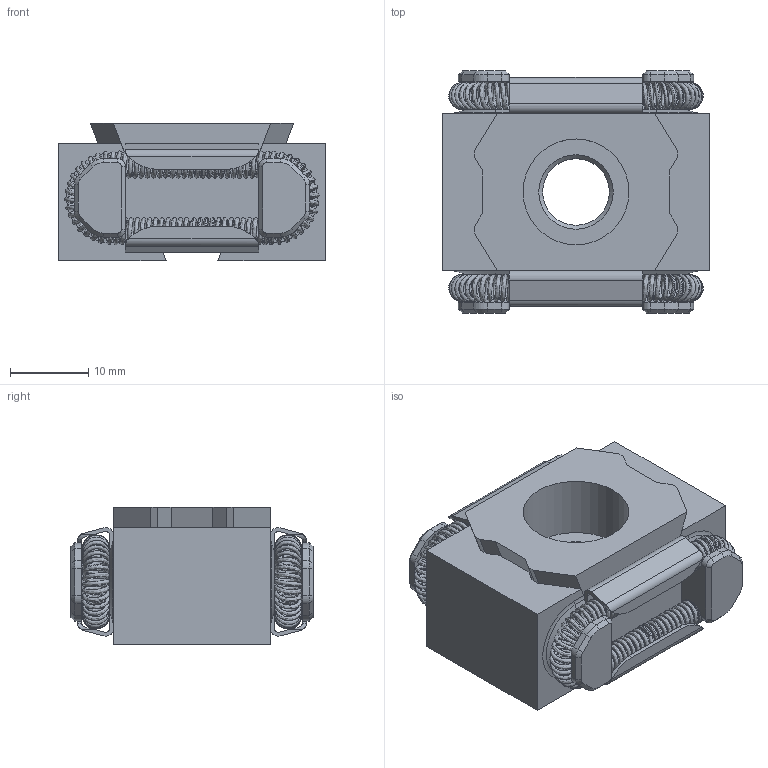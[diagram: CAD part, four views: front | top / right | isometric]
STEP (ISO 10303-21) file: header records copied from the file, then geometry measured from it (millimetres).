
FILE_DESCRIPTION(/* description */ (''),/* implementation_level */ '2;1');
FILE_NAME(/* name */ '05-0294.step',/* time_stamp */ '2024-02-22T16:01:16-08:00',/* author */ (''),/* organization */ (''),/* preprocessor_version */ 'ST-DEVELOPER v20',/* originating_system */ 'Autodesk Translation Framework v12.14.0.127',/* authorisation */ '');
FILE_SCHEMA (('AUTOMOTIVE_DESIGN { 1 0 10303 214 3 1 1 }'));
Products named in the file (1): PF-K1-BP組合(05-0294)
Bounding box: 34 x 30.9 x 17.5 mm (x, y, z)
Volume: 10001.7 mm3; surface area: 10239.5 mm2
Topology: 11 solids, 11 shells, 288 faces, 733 edges, 464 vertices
Faces by surface type: plane 163, cylinder 78, cone 33, torus 8, bspline 6
Full cylindrical faces by diameter (mm): 3.5 x4, 8.5 x1, 13.5 x1
Entity records: 33895 total; most frequent: CARTESIAN_POINT 26556, DIRECTION 1493, ORIENTED_EDGE 1466, EDGE_CURVE 733, AXIS2_PLACEMENT_3D 511, LINE 471, VECTOR 471, VERTEX_POINT 464
